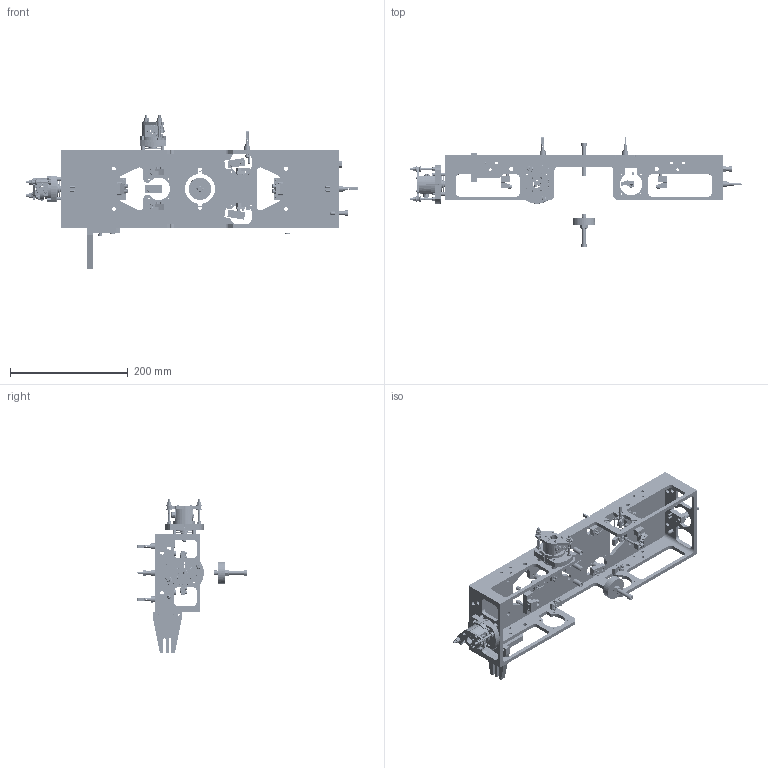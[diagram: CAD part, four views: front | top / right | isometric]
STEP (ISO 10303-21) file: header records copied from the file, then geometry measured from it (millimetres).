
FILE_DESCRIPTION (( 'STEP AP203' ), '1' );
FILE_NAME ('D1001754-v4.STEP', '2012-02-21T22:04:24', ( 'Dwayne Giardina' ), ( 'Microsoft' ), 'SwSTEP 2.0', 'SolidWorks 2012', '' );
FILE_SCHEMA (( 'CONFIG_CONTROL_DESIGN' ));
Products named in the file (60): SST_Socketheadcapscrew_SHCS #8-32  X 0.625; D060218_OSEM_Assembly-00; D1002133_Advanced_LIGO_SUS_HLTS_Mounting_Bracket,_Coil_Holder; SST_Socketheadcapscrew; D1002135_Advanced_LIGO_SUS_HLTS_Mounting_Bracket_Longitudinal_Section,_Coil_Holder; D1002134_Advanced_LIGO_SUS_HLTS_Mounting_Bracket_Lateral_Section,_Coil_Holder; D070449_Advanced_LIGO_SUS_HLTS_Coil_Holder; D070335_Advanced_LIGO_SUS_HLTS_Upper_Mass_Assembly_Upper Mass (With Wire Clamps); SST_Socketheadcapscrew_SHCS #4-40  X 0.25; Helicoil_#4-40 X 0.224 LONG; Ag-SST_Socketheadcapscrew_SHCS #4-40  X 0.375; Vented_Flat_Washer_________ FLAT WASHERS NAS 620-C4L  (OR EQUIV.); D070394_Advanced_LIGO_SUS_HLTS_Upper_Clamp,_Intermediate_Wire,_Outside; D070585_Advanced_LIGO_SUS_HLTS_Upper_Clamp,_Intermediate_Wire,_Inside; SST_Socketheadcapscrew_SHCS #8-32  X 0.5625; Vented_Flat_Washer_________ FLAT WASHERS NAS 620-C8L  (OR EQUIV.); D020624_Advanced_LIGO_SUS_HLTS_Lower_Clamp,_Upper_Wire,_Outside; D020610_Advanced_LIGO_SUS_HLTS_Lower_Clamp,_Upper_Wire,_Inside; SST_Socketheadcapscrew_SHCS #8-32  X 1.125; D1100785 ALIGO, SUS NITRONIC FLAT WASHER_D1100785-281; Helicoil_#8-32 X 0.246 LONG; D020652_Advanced_LIGO_SUS_HLTS_C-Clamp,_Upper_Mass; Helicoil_SCREW-LOCK 0.25-20 X 0.25 LONG; Advanced_LIGO_SUS_Additional_Mass_Disk_100g; Vented_Flat_Washer_________ FLAT WASHERS NAS 620-C416L (1-4)  (OR EQUIV.); Ag-SST_HexNut_HN .25; SST_SocketHeadCapScrew,_Fully_Threaded_SHCS 0.25-20  X 2; Helicoil_SCREW-LOCK 0.25-20 X 0.625 LONG; D1001699_Magnet_Holder,_BOSEM,_HLTS; D1001695_Advanced_LIGO_SUS_Magnet_and_Flag_Assembly,_BOSEM; D1100573; D1100574; 92210A103_92210A103; Magnet,_MMG_MagDev_DCNI_01888N; D1001534-v1_aLIGO_SUS_Magnetic Plug, SUS; D1001697_Advanced_LIGO_SUS_HLTS_Magnet_Retainer,_BOSEM; Ag-SST_Socketheadcapscrew_SHCS #4-40  X 0.625; Ag-SST_HexNut; Helicoil; D020653_Advanced_LIGO_SUS_HLTS_Screwdrive_System,_Upper_Mass ...
Assembly tree (136 placements, depth 4):
  D060218_OSEM_Assembly-00
  SST_Socketheadcapscrew
  D1001699_Magnet_Holder,_BOSEM,_HLTS
  Ag-SST_HexNut
  Helicoil
Bounding box: 563.12 x 187.64 x 261.07 mm (x, y, z)
Volume: 703257.5 mm3; surface area: 360322 mm2
Topology: 155 solids, 261 shells, 4216 faces, 10563 edges, 6835 vertices
Faces by surface type: plane 1850, cylinder 1611, cone 689, torus 52, bspline 12, sphere 2
Entity records: 65628 total; most frequent: CARTESIAN_POINT 11801, DIRECTION 10121, ORIENTED_EDGE 8783, EDGE_CURVE 4625, AXIS2_PLACEMENT_3D 3909, VERTEX_POINT 3045, LINE 2303, VECTOR 2303
